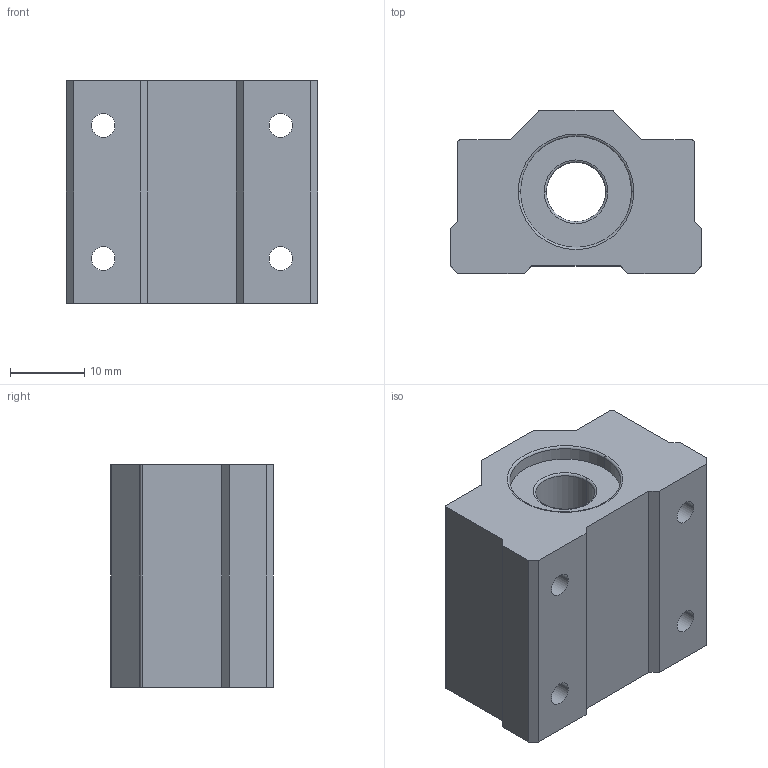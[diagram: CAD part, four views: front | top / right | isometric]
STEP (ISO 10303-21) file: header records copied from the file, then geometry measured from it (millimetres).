
FILE_DESCRIPTION (( 'STEP AP214' ), '1' );
FILE_NAME ('Linear Motion Slider Unit SC8UU.STEP', '2019-01-12T07:12:58', ( '' ), ( '' ), 'SwSTEP 2.0', 'SolidWorks 2015', '' );
FILE_SCHEMA (( 'AUTOMOTIVE_DESIGN' ));
Length unit declared in the file: millimetre
Products named in the file (1): Linear Motion Slider Unit SC8UU
Bounding box: 34 x 22 x 30 mm (x, y, z)
Volume: 16333.2 mm3; surface area: 5809.1 mm2
Topology: 1 solids, 1 shells, 50 faces, 130 edges, 84 vertices
Faces by surface type: plane 22, cylinder 20, torus 8
Entity records: 1600 total; most frequent: DIRECTION 288, CARTESIAN_POINT 265, ORIENTED_EDGE 260, EDGE_CURVE 130, AXIS2_PLACEMENT_3D 107, VERTEX_POINT 84, VECTOR 74, LINE 74
